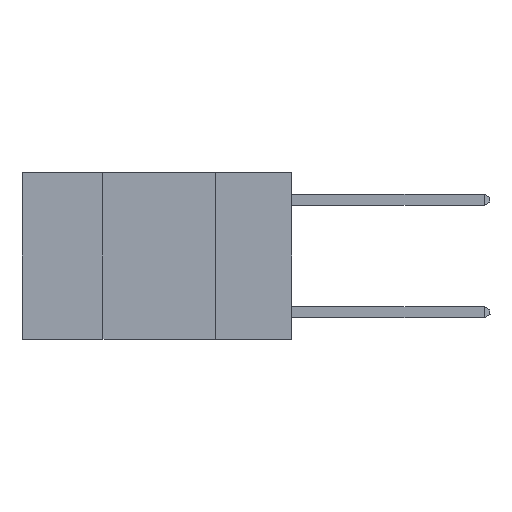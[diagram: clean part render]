
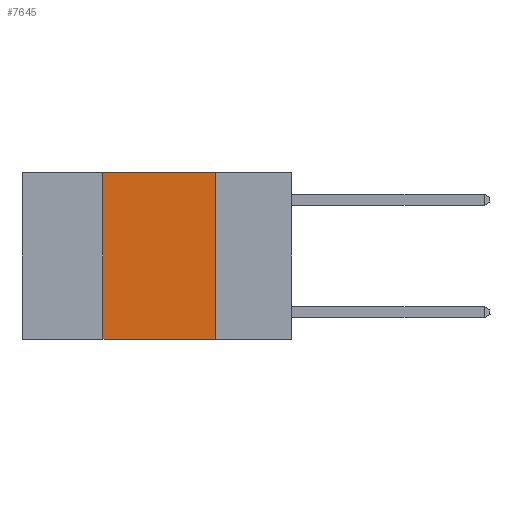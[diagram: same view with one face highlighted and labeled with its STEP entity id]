
A CAD part, left-side view. The second image highlights one B-rep face of the part: STEP entity #7645.
In plain terms, the highlighted planar face has unit normal (-1, 0, 0).
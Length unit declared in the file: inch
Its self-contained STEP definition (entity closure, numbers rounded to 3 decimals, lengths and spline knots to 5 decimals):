
#1239 = VECTOR ( 'NONE', #6658, 39.37008 ) ;
#1476 = VECTOR ( 'NONE', #25084, 39.37008 ) ;
#1490 = EDGE_CURVE ( 'NONE', #25302, #2169, #2150, .T. ) ;
#2150 = LINE ( 'NONE', #11263, #1476 ) ;
#2169 = VERTEX_POINT ( 'NONE', #4857 ) ;
#2221 = LINE ( 'NONE', #20381, #18163 ) ;
#2398 = FACE_OUTER_BOUND ( 'NONE', #9273, .T. ) ;
#3105 = VERTEX_POINT ( 'NONE', #20238 ) ;
#3482 = DIRECTION ( 'NONE',  ( 1., 0., 0. ) ) ;
#4694 = CARTESIAN_POINT ( 'NONE',  ( 0., 0.42, 0. ) ) ;
#4857 = CARTESIAN_POINT ( 'NONE',  ( 0., 0.17, -0.37 ) ) ;
#6658 = DIRECTION ( 'NONE',  ( 0., -1., 0. ) ) ;
#7645 = ADVANCED_FACE ( 'NONE', ( #2398 ), #23754, .F. ) ;
#9273 = EDGE_LOOP ( 'NONE', ( #12972, #13330, #14743, #14877 ) ) ;
#9890 = CARTESIAN_POINT ( 'NONE',  ( 0., 0.17, 0. ) ) ;
#10752 = AXIS2_PLACEMENT_3D ( 'NONE', #21885, #3482, #17985 ) ;
#10849 = CARTESIAN_POINT ( 'NONE',  ( 0., 0.6, -0.37 ) ) ;
#11263 = CARTESIAN_POINT ( 'NONE',  ( 0., 0.17, 0. ) ) ;
#11513 = CARTESIAN_POINT ( 'NONE',  ( 0., 0.6, 0. ) ) ;
#12948 = EDGE_CURVE ( 'NONE', #16061, #25302, #17418, .T. ) ;
#12972 = ORIENTED_EDGE ( 'NONE', *, *, #1490, .F. ) ;
#13330 = ORIENTED_EDGE ( 'NONE', *, *, #12948, .F. ) ;
#14408 = EDGE_CURVE ( 'NONE', #3105, #16061, #2221, .T. ) ;
#14743 = ORIENTED_EDGE ( 'NONE', *, *, #14408, .F. ) ;
#14877 = ORIENTED_EDGE ( 'NONE', *, *, #21671, .T. ) ;
#16061 = VERTEX_POINT ( 'NONE', #4694 ) ;
#16767 = VECTOR ( 'NONE', #21636, 39.37008 ) ;
#17418 = LINE ( 'NONE', #11513, #16767 ) ;
#17985 = DIRECTION ( 'NONE',  ( 0., 0., -1. ) ) ;
#18163 = VECTOR ( 'NONE', #25847, 39.37008 ) ;
#20238 = CARTESIAN_POINT ( 'NONE',  ( 0., 0.42, -0.37 ) ) ;
#20381 = CARTESIAN_POINT ( 'NONE',  ( 0., 0.42, 0. ) ) ;
#21636 = DIRECTION ( 'NONE',  ( 0., -1., 0. ) ) ;
#21671 = EDGE_CURVE ( 'NONE', #3105, #2169, #23068, .T. ) ;
#21885 = CARTESIAN_POINT ( 'NONE',  ( 0., 0.6, 0. ) ) ;
#23068 = LINE ( 'NONE', #10849, #1239 ) ;
#23754 = PLANE ( 'NONE',  #10752 ) ;
#25084 = DIRECTION ( 'NONE',  ( 0., 0., -1. ) ) ;
#25302 = VERTEX_POINT ( 'NONE', #9890 ) ;
#25847 = DIRECTION ( 'NONE',  ( 0., 0., 1. ) ) ;
